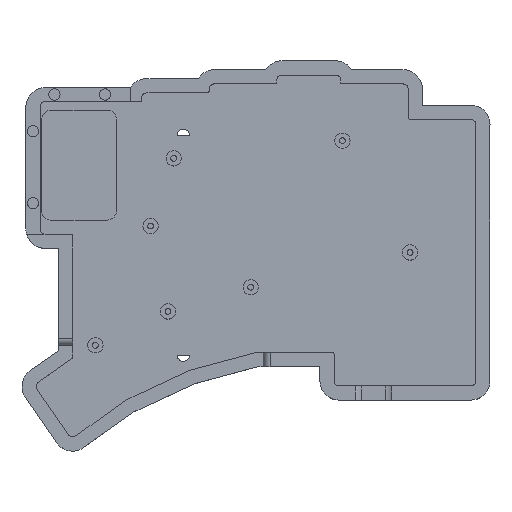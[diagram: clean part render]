
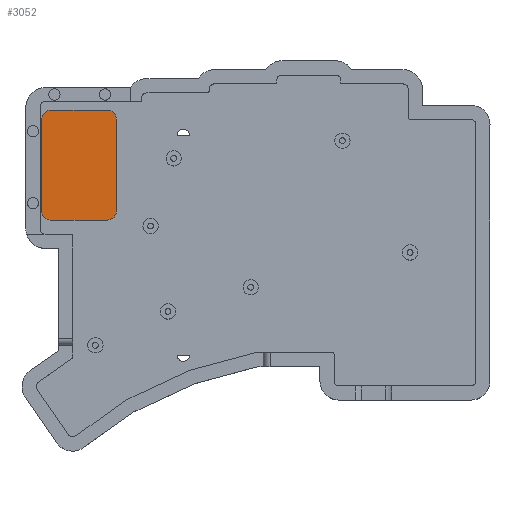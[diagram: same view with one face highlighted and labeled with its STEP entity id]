
A CAD part, top view. The second image highlights one B-rep face of the part: STEP entity #3052.
In plain terms, the highlighted planar face has unit normal (0, 0, 1).
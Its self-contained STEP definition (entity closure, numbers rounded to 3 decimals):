
#308=LINE('',#5173,#585);
#311=LINE('',#5178,#588);
#314=LINE('',#5186,#591);
#316=LINE('',#5190,#593);
#319=LINE('',#5198,#596);
#321=LINE('',#5202,#598);
#324=LINE('',#5210,#601);
#326=LINE('',#5214,#603);
#585=VECTOR('',#4274,10.);
#588=VECTOR('',#4279,10.);
#591=VECTOR('',#4288,10.);
#593=VECTOR('',#4292,10.);
#596=VECTOR('',#4301,10.);
#598=VECTOR('',#4305,10.);
#601=VECTOR('',#4314,10.);
#603=VECTOR('',#4318,10.);
#850=FACE_OUTER_BOUND('',#1052,.T.);
#1052=EDGE_LOOP('',(#2775,#2776,#2777,#2778,#2779,#2780,#2781,#2782,#2783,
#2784,#2785,#2786));
#1203=CIRCLE('',#3379,2.498);
#1204=CIRCLE('',#3383,2.498);
#1205=CIRCLE('',#3387,2.498);
#1206=CIRCLE('',#3391,2.498);
#1482=VERTEX_POINT('',#5170);
#1483=VERTEX_POINT('',#5172);
#1484=VERTEX_POINT('',#5176);
#1485=VERTEX_POINT('',#5180);
#1486=VERTEX_POINT('',#5184);
#1487=VERTEX_POINT('',#5188);
#1488=VERTEX_POINT('',#5192);
#1489=VERTEX_POINT('',#5196);
#1490=VERTEX_POINT('',#5200);
#1491=VERTEX_POINT('',#5204);
#1492=VERTEX_POINT('',#5208);
#1493=VERTEX_POINT('',#5212);
#1902=EDGE_CURVE('',#1482,#1483,#308,.T.);
#1905=EDGE_CURVE('',#1484,#1482,#311,.T.);
#1907=EDGE_CURVE('',#1485,#1484,#1203,.T.);
#1909=EDGE_CURVE('',#1486,#1485,#314,.T.);
#1911=EDGE_CURVE('',#1487,#1486,#316,.T.);
#1913=EDGE_CURVE('',#1488,#1487,#1204,.T.);
#1915=EDGE_CURVE('',#1489,#1488,#319,.T.);
#1917=EDGE_CURVE('',#1490,#1489,#321,.T.);
#1919=EDGE_CURVE('',#1491,#1490,#1205,.T.);
#1921=EDGE_CURVE('',#1492,#1491,#324,.T.);
#1923=EDGE_CURVE('',#1493,#1492,#326,.T.);
#1924=EDGE_CURVE('',#1483,#1493,#1206,.T.);
#2775=ORIENTED_EDGE('',*,*,#1924,.F.);
#2776=ORIENTED_EDGE('',*,*,#1902,.F.);
#2777=ORIENTED_EDGE('',*,*,#1905,.F.);
#2778=ORIENTED_EDGE('',*,*,#1907,.F.);
#2779=ORIENTED_EDGE('',*,*,#1909,.F.);
#2780=ORIENTED_EDGE('',*,*,#1911,.F.);
#2781=ORIENTED_EDGE('',*,*,#1913,.F.);
#2782=ORIENTED_EDGE('',*,*,#1915,.F.);
#2783=ORIENTED_EDGE('',*,*,#1917,.F.);
#2784=ORIENTED_EDGE('',*,*,#1919,.F.);
#2785=ORIENTED_EDGE('',*,*,#1921,.F.);
#2786=ORIENTED_EDGE('',*,*,#1923,.F.);
#2881=PLANE('',#3392);
#3052=ADVANCED_FACE('',(#850),#2881,.T.);
#3379=AXIS2_PLACEMENT_3D('',#5182,#4283,#4284);
#3383=AXIS2_PLACEMENT_3D('',#5194,#4296,#4297);
#3387=AXIS2_PLACEMENT_3D('',#5206,#4309,#4310);
#3391=AXIS2_PLACEMENT_3D('',#5216,#4321,#4322);
#3392=AXIS2_PLACEMENT_3D('',#5217,#4323,#4324);
#4274=DIRECTION('',(0.018,1.,0.));
#4279=DIRECTION('',(0.,1.,0.));
#4283=DIRECTION('center_axis',(0.,0.,
-1.));
#4284=DIRECTION('ref_axis',(-1.,0.002,0.));
#4288=DIRECTION('',(-1.,0.018,0.));
#4292=DIRECTION('',(-1.,0.,0.));
#4296=DIRECTION('center_axis',(0.,0.,
-1.));
#4297=DIRECTION('ref_axis',(-0.002,-1.,0.));
#4301=DIRECTION('',(-0.018,-1.,0.));
#4305=DIRECTION('',(0.,-1.,0.));
#4309=DIRECTION('center_axis',(0.,0.,
-1.));
#4310=DIRECTION('ref_axis',(1.,-0.002,0.));
#4314=DIRECTION('',(1.,-0.018,0.));
#4318=DIRECTION('',(1.,0.,0.));
#4321=DIRECTION('center_axis',(0.,0.,
-1.));
#4322=DIRECTION('ref_axis',(0.002,1.,0.));
#4323=DIRECTION('center_axis',(0.,0.,
1.));
#4324=DIRECTION('ref_axis',(-1.,0.,0.));
#5170=CARTESIAN_POINT('',(-60.398,38.649,-4.24));
#5172=CARTESIAN_POINT('',(-60.395,38.808,-4.24));
#5173=CARTESIAN_POINT('',(-60.395,38.808,-4.24));
#5176=CARTESIAN_POINT('',(-60.398,12.645,-4.24));
#5178=CARTESIAN_POINT('',(-60.398,38.649,-4.24));
#5180=CARTESIAN_POINT('',(-58.062,10.147,-4.24));
#5182=CARTESIAN_POINT('Origin',(-57.9,12.639,-4.24));
#5184=CARTESIAN_POINT('',(-57.903,10.144,-4.24));
#5186=CARTESIAN_POINT('',(-58.062,10.147,-4.24));
#5188=CARTESIAN_POINT('',(-41.899,10.144,-4.24));
#5190=CARTESIAN_POINT('',(-57.903,10.144,-4.24));
#5192=CARTESIAN_POINT('',(-39.401,12.48,-4.24));
#5194=CARTESIAN_POINT('Origin',(-41.894,12.642,-4.24));
#5196=CARTESIAN_POINT('',(-39.398,12.64,-4.24));
#5198=CARTESIAN_POINT('',(-39.401,12.48,-4.24));
#5200=CARTESIAN_POINT('',(-39.398,38.643,-4.24));
#5202=CARTESIAN_POINT('',(-39.398,12.64,-4.24));
#5204=CARTESIAN_POINT('',(-41.734,41.141,-4.24));
#5206=CARTESIAN_POINT('Origin',(-41.896,38.649,-4.24));
#5208=CARTESIAN_POINT('',(-41.894,41.144,-4.24));
#5210=CARTESIAN_POINT('',(-41.734,41.141,-4.24));
#5212=CARTESIAN_POINT('',(-57.898,41.144,-4.24));
#5214=CARTESIAN_POINT('',(-41.894,41.144,-4.24));
#5216=CARTESIAN_POINT('Origin',(-57.903,38.646,-4.24));
#5217=CARTESIAN_POINT('Origin',(-49.898,25.644,-4.24));
